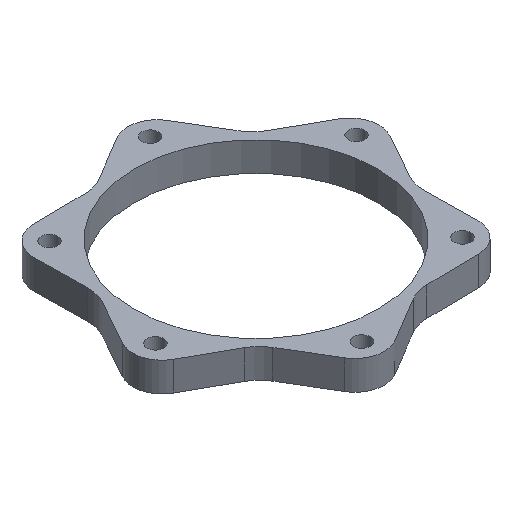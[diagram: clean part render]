
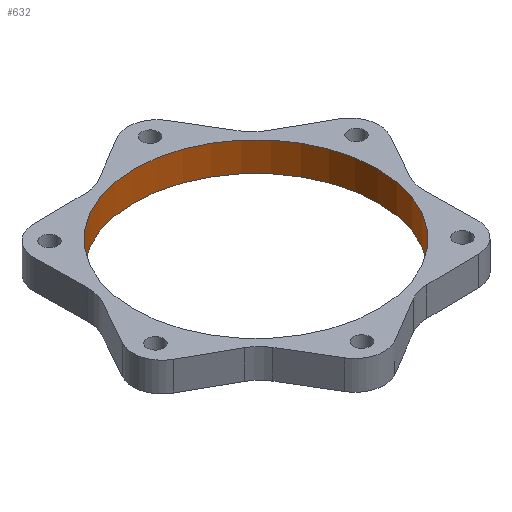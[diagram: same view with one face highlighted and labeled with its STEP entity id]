
A CAD part, isometric view. The second image highlights one B-rep face of the part: STEP entity #632.
In plain terms, the highlighted cylindrical face has radius 62.5 mm (diameter 125 mm), a full revolution.
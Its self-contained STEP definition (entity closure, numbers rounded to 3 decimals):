
#44=FACE_OUTER_BOUND('',#77,.T.);
#77=EDGE_LOOP('',(#430,#431,#432,#433));
#124=LINE('',#959,#179);
#179=VECTOR('',#762,62.5);
#235=CIRCLE('',#682,62.5);
#236=CIRCLE('',#683,62.5);
#273=VERTEX_POINT('',#956);
#274=VERTEX_POINT('',#958);
#336=EDGE_CURVE('',#273,#273,#235,.T.);
#337=EDGE_CURVE('',#273,#274,#124,.T.);
#338=EDGE_CURVE('',#274,#274,#236,.T.);
#430=ORIENTED_EDGE('',*,*,#336,.F.);
#431=ORIENTED_EDGE('',*,*,#337,.T.);
#432=ORIENTED_EDGE('',*,*,#338,.T.);
#433=ORIENTED_EDGE('',*,*,#337,.F.);
#613=CYLINDRICAL_SURFACE('',#681,62.5);
#632=ADVANCED_FACE('',(#44),#613,.F.);
#681=AXIS2_PLACEMENT_3D('',#955,#758,#759);
#682=AXIS2_PLACEMENT_3D('',#957,#760,#761);
#683=AXIS2_PLACEMENT_3D('',#960,#763,#764);
#758=DIRECTION('center_axis',(0.,0.,1.));
#759=DIRECTION('ref_axis',(1.,0.,0.));
#760=DIRECTION('center_axis',(0.,0.,-1.));
#761=DIRECTION('ref_axis',(1.,0.,0.));
#762=DIRECTION('',(0.,0.,-1.));
#763=DIRECTION('center_axis',(0.,0.,-1.));
#764=DIRECTION('ref_axis',(1.,0.,0.));
#955=CARTESIAN_POINT('Origin',(0.,0.,0.));
#956=CARTESIAN_POINT('',(-62.5,0.,15.));
#957=CARTESIAN_POINT('Origin',(0.,0.,15.));
#958=CARTESIAN_POINT('',(-62.5,0.,0.));
#959=CARTESIAN_POINT('',(-62.5,0.,0.));
#960=CARTESIAN_POINT('Origin',(0.,0.,0.));
